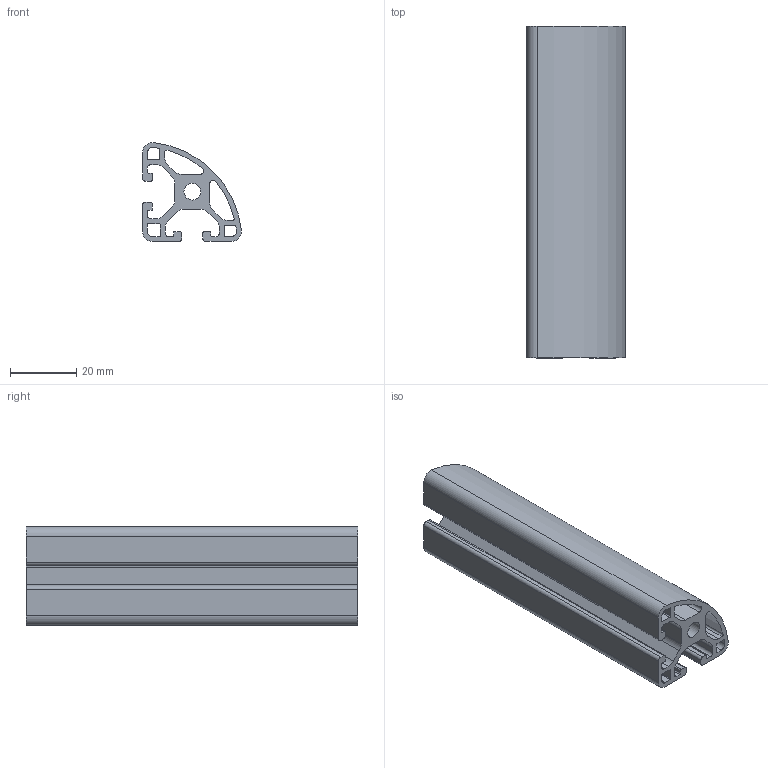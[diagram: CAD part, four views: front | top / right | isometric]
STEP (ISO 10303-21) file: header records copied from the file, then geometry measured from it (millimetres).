
FILE_DESCRIPTION(('FreeCAD Model'),'2;1');
FILE_NAME('Open CASCADE Shape Model','2024-03-18T17:22:03',(''),(''), 'Open CASCADE STEP processor 7.6','FreeCAD','Unknown');
FILE_SCHEMA(('AUTOMOTIVE_DESIGN { 1 0 10303 214 1 1 1 1 }'));
Length unit declared in the file: millimetre
Products named in the file (1): STI6-3030R30
Bounding box: 29.83 x 100 x 29.83 mm (x, y, z)
Volume: 30357.3 mm3; surface area: 30175.3 mm2
Topology: 1 solids, 1 shells, 105 faces, 310 edges, 207 vertices
Faces by surface type: cylinder 57, plane 48
Full cylindrical faces by diameter (mm): 5 x1
Entity records: 7637 total; most frequent: CARTESIAN_POINT 1274, DIRECTION 1251, LINE 699, VECTOR 699, ORIENTED_EDGE 620, PCURVE 620, DEFINITIONAL_REPRESENTATION 620, EDGE_CURVE 310
